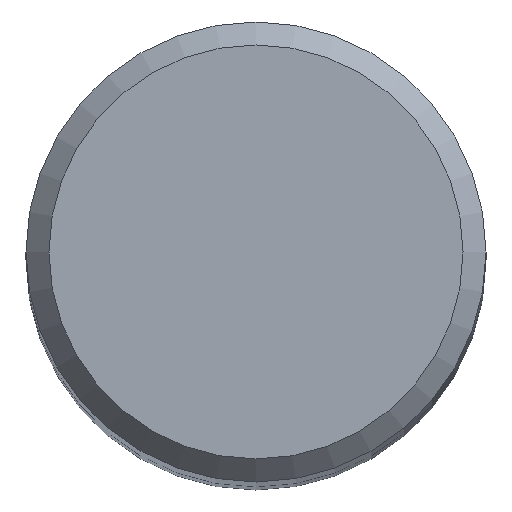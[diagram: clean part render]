
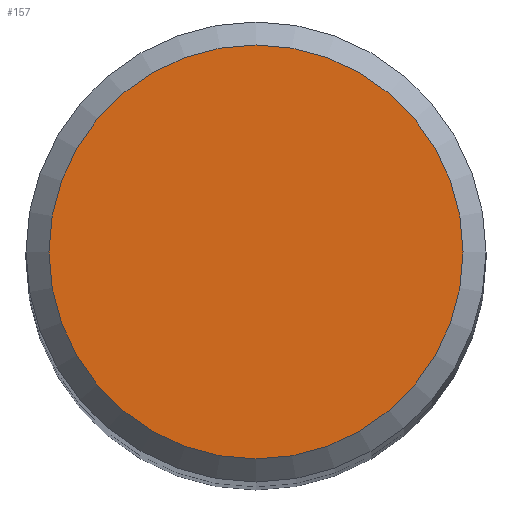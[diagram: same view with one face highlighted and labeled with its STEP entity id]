
A CAD part, top view. The second image highlights one B-rep face of the part: STEP entity #157.
In plain terms, the highlighted planar face has unit normal (0, 0, 1).
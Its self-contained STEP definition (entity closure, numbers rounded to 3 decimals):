
#9 = ORIENTED_EDGE ( 'NONE', *, *, #87, .F. ) ;
#12 = DIRECTION ( 'NONE',  ( 0., 1., 0. ) ) ;
#16 = DIRECTION ( 'NONE',  ( 0., 0., -1. ) ) ;
#29 = CARTESIAN_POINT ( 'NONE',  ( 0., 0., 100. ) ) ;
#32 = DIRECTION ( 'NONE',  ( 0., 0., -1. ) ) ;
#35 = CARTESIAN_POINT ( 'NONE',  ( 0., 4.5, 100. ) ) ;
#57 = DIRECTION ( 'NONE',  ( 0., 1., 0. ) ) ;
#58 = CARTESIAN_POINT ( 'NONE',  ( 0., 0., 100. ) ) ;
#87 = EDGE_CURVE ( 'NONE', #98, #98, #106, .T. ) ;
#92 = AXIS2_PLACEMENT_3D ( 'NONE', #29, #16, #57 ) ;
#95 = FACE_OUTER_BOUND ( 'NONE', #105, .T. ) ;
#98 = VERTEX_POINT ( 'NONE', #35 ) ;
#105 = EDGE_LOOP ( 'NONE', ( #9 ) ) ;
#106 = CIRCLE ( 'NONE', #158, 4.5 ) ;
#157 = ADVANCED_FACE ( 'NONE', ( #95 ), #190, .F. ) ;
#158 = AXIS2_PLACEMENT_3D ( 'NONE', #58, #32, #12 ) ;
#190 = PLANE ( 'NONE',  #92 ) ;
